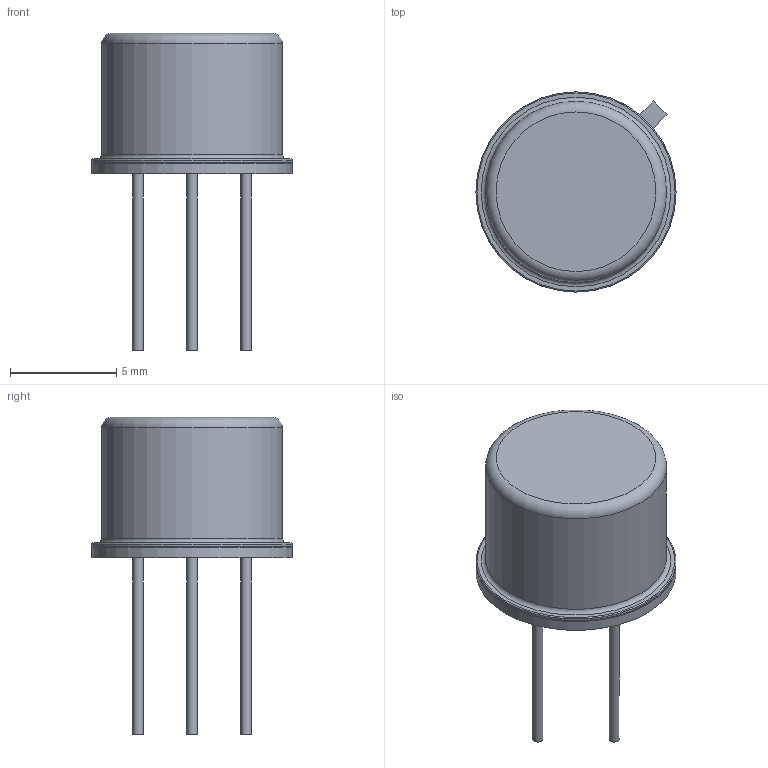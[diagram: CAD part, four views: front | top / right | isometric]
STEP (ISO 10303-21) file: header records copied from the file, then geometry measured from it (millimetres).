
FILE_DESCRIPTION(/* description */ (''),/* implementation_level */ '2;1');
FILE_NAME(/* name */ 'TO-5-4.stp',/* time_stamp */ '2017-05-31T10:39:41+02:00',/* author */ ('jchouvet'),/* organization */ (''),/* preprocessor_version */ 'ST-DEVELOPER v16.1',/* originating_system */ 'AutoCAD Mechanical',/* authorisation */ '');
FILE_SCHEMA (('AUTOMOTIVE_DESIGN { 1 0 10303 214 3 1 1 }'));
Length unit declared in the file: millimetre
Products named in the file (1): Product
Bounding box: 9.4 x 9.4 x 14.9 mm (x, y, z)
Volume: 439.9 mm3; surface area: 763.3 mm2
Topology: 8 solids, 8 shells, 30 faces, 40 edges, 26 vertices
Faces by surface type: plane 19, cylinder 7, torus 3, cone 1
Full cylindrical faces by diameter (mm): 0.49 x4, 8.5 x1, 9.4 x1
Entity records: 600 total; most frequent: DIRECTION 110, CARTESIAN_POINT 85, ORIENTED_EDGE 58, AXIS2_PLACEMENT_3D 50, EDGE_LOOP 40, FACE_OUTER_BOUND 30, ADVANCED_FACE 30, EDGE_CURVE 29
